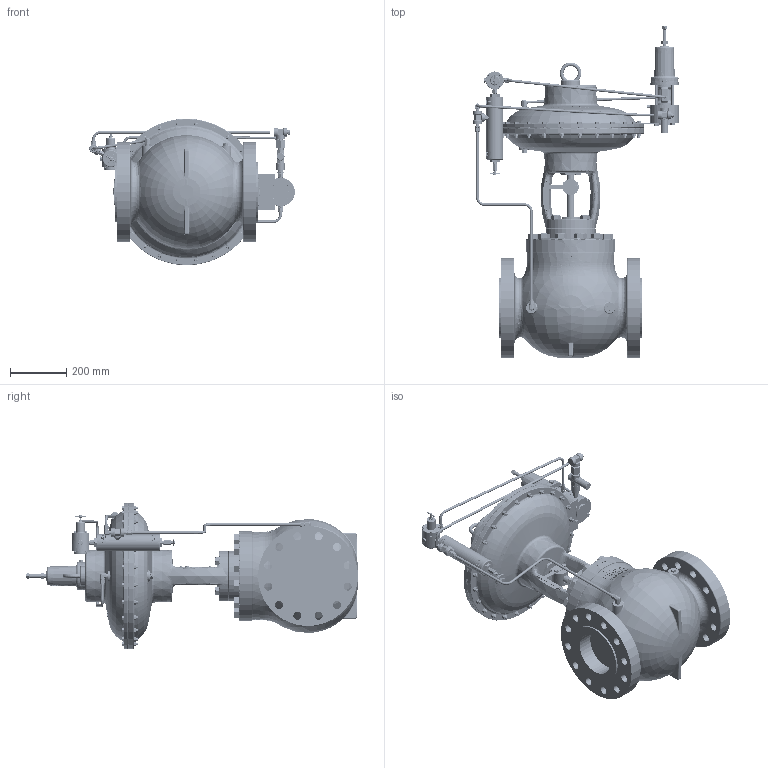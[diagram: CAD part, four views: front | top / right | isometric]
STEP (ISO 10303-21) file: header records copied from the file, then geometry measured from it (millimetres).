
FILE_DESCRIPTION (( 'STEP AP214' ), '1' );
FILE_NAME ('CVC6600RF15-HPBP.STEP', '2024-04-25T14:14:03', ( '' ), ( '' ), 'SwSTEP 2.0', 'SolidWorks 2019', '' );
FILE_SCHEMA (( 'AUTOMOTIVE_DESIGN' ));
Length unit declared in the file: inch
Products named in the file (1): CVC6600RF15-HPBP
Bounding box: 730.66 x 1180.18 x 520.7 mm (x, y, z)
Volume: 63118068 mm3; surface area: 3307684.4 mm2
Topology: 1 solids, 25 shells, 6419 faces, 16153 edges, 10111 vertices
Faces by surface type: plane 2505, bspline 1447, cone 1111, cylinder 913, torus 360, sphere 83
Entity records: 365141 total; most frequent: CARTESIAN_POINT 172134, ORIENTED_EDGE 32228, DIRECTION 24758, EDGE_CURVE 16114, VERTEX_POINT 10109, AXIS2_PLACEMENT_3D 9513, EDGE_LOOP 6951, FACE_OUTER_BOUND 6419
